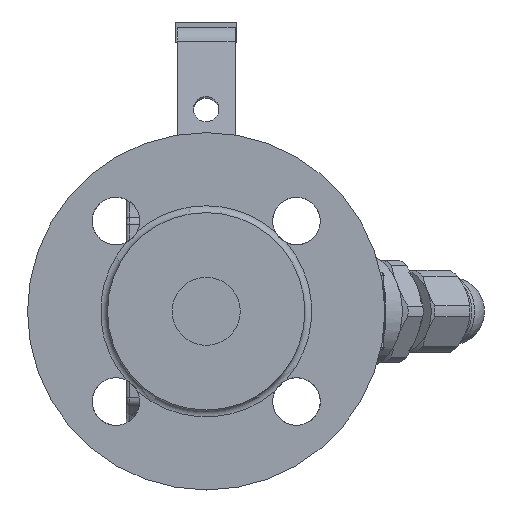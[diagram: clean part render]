
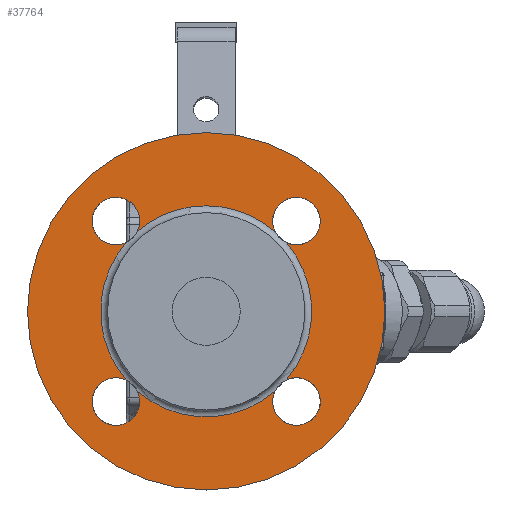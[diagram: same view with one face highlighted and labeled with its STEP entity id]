
A CAD part, left-side view. The second image highlights one B-rep face of the part: STEP entity #37764.
In plain terms, the highlighted planar face has unit normal (-1, 0, 0).
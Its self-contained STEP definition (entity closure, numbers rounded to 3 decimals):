
#7002=FACE_BOUND('',#12275,.T.);
#7475=PLANE('',#40900);
#9850=FACE_OUTER_BOUND('',#12274,.T.);
#12274=EDGE_LOOP('',(#29638));
#12275=EDGE_LOOP('',(#29639,#29640,#29641,#29642,#29643,#29644,#29645,#29646,
#29647,#29648,#29649,#29650,#29651));
#14632=CIRCLE('',#40877,31.);
#14633=CIRCLE('',#40878,31.);
#14634=CIRCLE('',#40879,31.);
#14635=CIRCLE('',#40880,31.);
#14636=CIRCLE('',#40881,31.);
#14637=CIRCLE('',#40883,7.);
#14638=CIRCLE('',#40884,7.);
#14639=CIRCLE('',#40886,7.);
#14640=CIRCLE('',#40887,7.);
#14641=CIRCLE('',#40889,7.);
#14642=CIRCLE('',#40890,7.);
#14643=CIRCLE('',#40892,7.);
#14644=CIRCLE('',#40893,7.);
#14647=CIRCLE('',#40898,52.5);
#17220=VERTEX_POINT('',#67319);
#17221=VERTEX_POINT('',#67321);
#17222=VERTEX_POINT('',#67323);
#17223=VERTEX_POINT('',#67344);
#17224=VERTEX_POINT('',#67346);
#17225=VERTEX_POINT('',#67367);
#17226=VERTEX_POINT('',#67369);
#17227=VERTEX_POINT('',#67390);
#17228=VERTEX_POINT('',#67392);
#17229=VERTEX_POINT('',#67415);
#17230=VERTEX_POINT('',#67420);
#17231=VERTEX_POINT('',#67425);
#17232=VERTEX_POINT('',#67430);
#17235=VERTEX_POINT('',#67441);
#21646=EDGE_CURVE('',#17220,#17221,#14632,.T.);
#21648=EDGE_CURVE('',#17222,#17223,#14633,.T.);
#21650=EDGE_CURVE('',#17224,#17225,#14634,.T.);
#21652=EDGE_CURVE('',#17226,#17227,#14635,.T.);
#21654=EDGE_CURVE('',#17228,#17220,#14636,.T.);
#21655=EDGE_CURVE('',#17224,#17229,#14637,.T.);
#21656=EDGE_CURVE('',#17229,#17223,#14638,.T.);
#21658=EDGE_CURVE('',#17226,#17230,#14639,.T.);
#21659=EDGE_CURVE('',#17230,#17225,#14640,.T.);
#21661=EDGE_CURVE('',#17228,#17231,#14641,.T.);
#21662=EDGE_CURVE('',#17231,#17227,#14642,.T.);
#21664=EDGE_CURVE('',#17222,#17232,#14643,.T.);
#21665=EDGE_CURVE('',#17232,#17221,#14644,.T.);
#21671=EDGE_CURVE('',#17235,#17235,#14647,.T.);
#29638=ORIENTED_EDGE('',*,*,#21671,.F.);
#29639=ORIENTED_EDGE('',*,*,#21652,.F.);
#29640=ORIENTED_EDGE('',*,*,#21658,.T.);
#29641=ORIENTED_EDGE('',*,*,#21659,.T.);
#29642=ORIENTED_EDGE('',*,*,#21650,.F.);
#29643=ORIENTED_EDGE('',*,*,#21655,.T.);
#29644=ORIENTED_EDGE('',*,*,#21656,.T.);
#29645=ORIENTED_EDGE('',*,*,#21648,.F.);
#29646=ORIENTED_EDGE('',*,*,#21664,.T.);
#29647=ORIENTED_EDGE('',*,*,#21665,.T.);
#29648=ORIENTED_EDGE('',*,*,#21646,.F.);
#29649=ORIENTED_EDGE('',*,*,#21654,.F.);
#29650=ORIENTED_EDGE('',*,*,#21661,.T.);
#29651=ORIENTED_EDGE('',*,*,#21662,.T.);
#37764=ADVANCED_FACE('',(#9850,#7002),#7475,.F.);
#40877=AXIS2_PLACEMENT_3D('',#67322,#47518,#47519);
#40878=AXIS2_PLACEMENT_3D('',#67345,#47520,#47521);
#40879=AXIS2_PLACEMENT_3D('',#67368,#47522,#47523);
#40880=AXIS2_PLACEMENT_3D('',#67391,#47524,#47525);
#40881=AXIS2_PLACEMENT_3D('',#67413,#47526,#47527);
#40883=AXIS2_PLACEMENT_3D('',#67416,#47530,#47531);
#40884=AXIS2_PLACEMENT_3D('',#67417,#47532,#47533);
#40886=AXIS2_PLACEMENT_3D('',#67421,#47537,#47538);
#40887=AXIS2_PLACEMENT_3D('',#67422,#47539,#47540);
#40889=AXIS2_PLACEMENT_3D('',#67426,#47544,#47545);
#40890=AXIS2_PLACEMENT_3D('',#67427,#47546,#47547);
#40892=AXIS2_PLACEMENT_3D('',#67431,#47551,#47552);
#40893=AXIS2_PLACEMENT_3D('',#67432,#47553,#47554);
#40898=AXIS2_PLACEMENT_3D('',#67443,#47566,#47567);
#40900=AXIS2_PLACEMENT_3D('',#67445,#47570,#47571);
#47518=DIRECTION('center_axis',(-1.,0.,0.));
#47519=DIRECTION('ref_axis',(0.,0.,
-1.));
#47520=DIRECTION('center_axis',(-1.,0.,0.));
#47521=DIRECTION('ref_axis',(0.,0.,
-1.));
#47522=DIRECTION('center_axis',(-1.,0.,0.));
#47523=DIRECTION('ref_axis',(0.,0.,
-1.));
#47524=DIRECTION('center_axis',(-1.,0.,0.));
#47525=DIRECTION('ref_axis',(0.,0.,
-1.));
#47526=DIRECTION('center_axis',(-1.,0.,0.));
#47527=DIRECTION('ref_axis',(0.,0.,
-1.));
#47530=DIRECTION('center_axis',(1.,0.,0.));
#47531=DIRECTION('ref_axis',(0.,1.,0.));
#47532=DIRECTION('center_axis',(1.,0.,0.));
#47533=DIRECTION('ref_axis',(0.,1.,0.));
#47537=DIRECTION('center_axis',(1.,0.,0.));
#47538=DIRECTION('ref_axis',(0.,0.,
-1.));
#47539=DIRECTION('center_axis',(1.,0.,0.));
#47540=DIRECTION('ref_axis',(0.,0.,
-1.));
#47544=DIRECTION('center_axis',(1.,0.,0.));
#47545=DIRECTION('ref_axis',(0.,-1.,0.));
#47546=DIRECTION('center_axis',(1.,0.,0.));
#47547=DIRECTION('ref_axis',(0.,-1.,0.));
#47551=DIRECTION('center_axis',(1.,0.,0.));
#47552=DIRECTION('ref_axis',(0.,0.,
1.));
#47553=DIRECTION('center_axis',(1.,0.,0.));
#47554=DIRECTION('ref_axis',(0.,0.,
1.));
#47566=DIRECTION('center_axis',(1.,0.,0.));
#47567=DIRECTION('ref_axis',(0.,0.,
-1.));
#47570=DIRECTION('center_axis',(1.,0.,0.));
#47571=DIRECTION('ref_axis',(0.,0.,
-1.));
#67319=CARTESIAN_POINT('',(-269.036,18.833,29.483));
#67321=CARTESIAN_POINT('',(-269.036,39.02,22.009));
#67322=CARTESIAN_POINT('Origin',(-269.036,18.833,-1.517));
#67323=CARTESIAN_POINT('',(-269.036,42.358,18.671));
#67344=CARTESIAN_POINT('',(-269.036,42.358,-21.705));
#67345=CARTESIAN_POINT('Origin',(-269.036,18.833,-1.517));
#67346=CARTESIAN_POINT('',(-269.036,39.02,-25.043));
#67367=CARTESIAN_POINT('',(-269.036,-1.355,-25.043));
#67368=CARTESIAN_POINT('Origin',(-269.036,18.833,-1.517));
#67369=CARTESIAN_POINT('',(-269.036,-4.693,-21.705));
#67390=CARTESIAN_POINT('',(-269.036,-4.693,18.671));
#67391=CARTESIAN_POINT('Origin',(-269.036,18.833,-1.517));
#67392=CARTESIAN_POINT('',(-269.036,-1.355,22.009));
#67413=CARTESIAN_POINT('Origin',(-269.036,18.833,-1.517));
#67415=CARTESIAN_POINT('',(-269.036,38.349,-28.034));
#67416=CARTESIAN_POINT('Origin',(-269.036,45.349,-28.034));
#67417=CARTESIAN_POINT('Origin',(-269.036,45.349,-28.034));
#67420=CARTESIAN_POINT('',(-269.036,-7.684,-21.034));
#67421=CARTESIAN_POINT('Origin',(-269.036,-7.684,-28.034));
#67422=CARTESIAN_POINT('Origin',(-269.036,-7.684,-28.034));
#67425=CARTESIAN_POINT('',(-269.036,-0.684,24.999));
#67426=CARTESIAN_POINT('Origin',(-269.036,-7.684,24.999));
#67427=CARTESIAN_POINT('Origin',(-269.036,-7.684,24.999));
#67430=CARTESIAN_POINT('',(-269.036,45.349,17.999));
#67431=CARTESIAN_POINT('Origin',(-269.036,45.349,24.999));
#67432=CARTESIAN_POINT('Origin',(-269.036,45.349,24.999));
#67441=CARTESIAN_POINT('',(-269.036,18.833,50.983));
#67443=CARTESIAN_POINT('Origin',(-269.036,18.833,-1.517));
#67445=CARTESIAN_POINT('Origin',(-269.036,18.833,-1.517));
